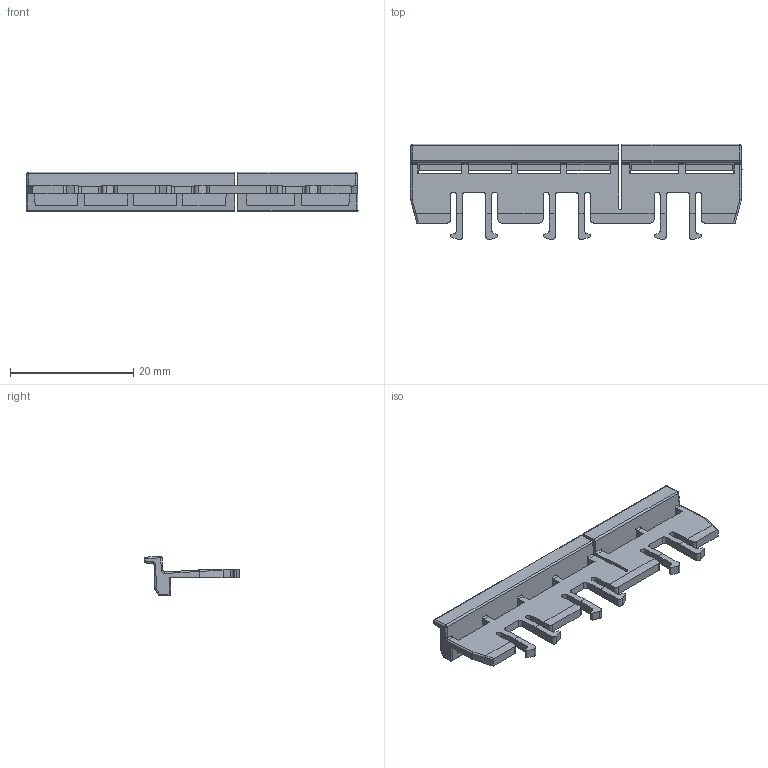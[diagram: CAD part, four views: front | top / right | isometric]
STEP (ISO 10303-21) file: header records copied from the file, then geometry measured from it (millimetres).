
FILE_DESCRIPTION(/* description */ (''),/* implementation_level */ '2;1');
FILE_NAME(/* name */ '276-2194-LONG_LOCK_TAB.ipt.step',/* time_stamp */ '2020-04-16T23:10:00-04:00',/* author */ ('Jordan'),/* organization */ (''),/* preprocessor_version */ 'ST-DEVELOPER v17',/* originating_system */ 'Autodesk Inventor 2019',/* authorisation */ '');
FILE_SCHEMA (('AUTOMOTIVE_DESIGN { 1 0 10303 214 3 1 1 }'));
Length unit declared in the file: inch
Products named in the file (1): 276-2194-LONG_LOCK_TAB
Bounding box: 53.83 x 15.52 x 6.39 mm (x, y, z)
Volume: 1083.4 mm3; surface area: 2175.2 mm2
Topology: 1 solids, 1 shells, 196 faces, 586 edges, 376 vertices
Faces by surface type: plane 101, cylinder 77, sphere 14, bspline 4
Entity records: 6923 total; most frequent: CARTESIAN_POINT 1513, ORIENTED_EDGE 1164, DIRECTION 1118, EDGE_CURVE 582, LINE 408, VECTOR 408, VERTEX_POINT 376, AXIS2_PLACEMENT_3D 355
